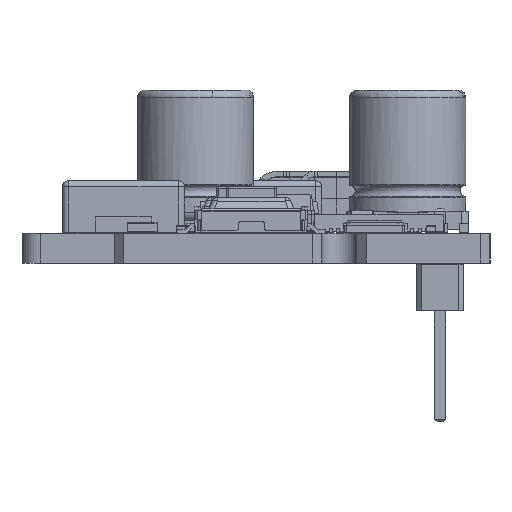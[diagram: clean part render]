
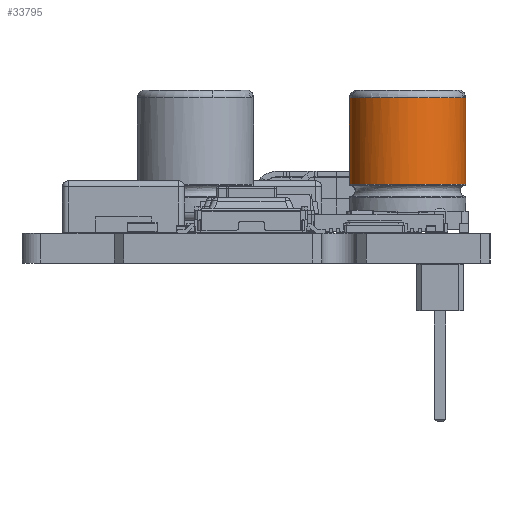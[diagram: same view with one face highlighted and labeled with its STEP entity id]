
A CAD part, left-side view. The second image highlights one B-rep face of the part: STEP entity #33795.
In plain terms, the highlighted cylindrical face has radius 3.15 mm (diameter 6.3 mm), a full revolution.
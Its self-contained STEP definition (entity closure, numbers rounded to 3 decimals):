
#33461 = VERTEX_POINT('',#33462);
#33462 = CARTESIAN_POINT('',(-3.15,0.,2.593));
#33468 = EDGE_CURVE('',#33461,#33461,#33469,.T.);
#33469 = ( BOUNDED_CURVE() B_SPLINE_CURVE(13,(#33470,#33471,#33472,
    #33473,#33474,#33475,#33476,#33477,#33478,#33479,#33480,#33481,
#33482,#33483),.UNSPECIFIED.,.T.,.F.) B_SPLINE_CURVE_WITH_KNOTS((1,13,13
    ,1),(-19.792,0.,19.792,
39.584),.UNSPECIFIED.) CURVE() GEOMETRIC_REPRESENTATION_ITEM() 
RATIONAL_B_SPLINE_CURVE((1.,1.,1.,1.,
    1.,1.,1.,1.,
    1.,1.,1.,1.,1.,1.)) 
REPRESENTATION_ITEM('') );
#33470 = CARTESIAN_POINT('',(-3.15,0.,2.593));
#33471 = CARTESIAN_POINT('',(-3.15,1.5,
    2.593));
#33472 = CARTESIAN_POINT('',(-2.375,3.035,
    2.593));
#33473 = CARTESIAN_POINT('',(-0.779,4.133,
    2.593));
#33474 = CARTESIAN_POINT('',(1.417,4.302,
    2.593));
#33475 = CARTESIAN_POINT('',(3.314,3.132,
    2.593));
#33476 = CARTESIAN_POINT('',(4.706,1.424,
    2.593));
#33477 = CARTESIAN_POINT('',(4.706,-1.424,
    2.593));
#33478 = CARTESIAN_POINT('',(3.314,-3.132,
    2.593));
#33479 = CARTESIAN_POINT('',(1.417,-4.302,
    2.593));
#33480 = CARTESIAN_POINT('',(-0.779,-4.133,
    2.593));
#33481 = CARTESIAN_POINT('',(-2.375,-3.035,
    2.593));
#33482 = CARTESIAN_POINT('',(-3.15,-1.5,2.593));
#33483 = CARTESIAN_POINT('',(-3.15,0.,2.593));
#33795 = ADVANCED_FACE('',(#33796),#33842,.T.);
#33796 = FACE_BOUND('',#33797,.T.);
#33797 = EDGE_LOOP('',(#33798,#33799,#33807,#33816,#33825,#33834,#33841)
  );
#33798 = ORIENTED_EDGE('',*,*,#33468,.F.);
#33799 = ORIENTED_EDGE('',*,*,#33800,.T.);
#33800 = EDGE_CURVE('',#33461,#33801,#33803,.T.);
#33801 = VERTEX_POINT('',#33802);
#33802 = CARTESIAN_POINT('',(-3.15,0.,7.28));
#33803 = LINE('',#33804,#33805);
#33804 = CARTESIAN_POINT('',(-3.15,0.,2.563));
#33805 = VECTOR('',#33806,1.);
#33806 = DIRECTION('',(0.,0.,1.));
#33807 = ORIENTED_EDGE('',*,*,#33808,.T.);
#33808 = EDGE_CURVE('',#33801,#33809,#33811,.T.);
#33809 = VERTEX_POINT('',#33810);
#33810 = CARTESIAN_POINT('',(0.945,3.005,7.28));
#33811 = CIRCLE('',#33812,3.15);
#33812 = AXIS2_PLACEMENT_3D('',#33813,#33814,#33815);
#33813 = CARTESIAN_POINT('',(0.,0.,7.28));
#33814 = DIRECTION('',(0.,0.,-1.));
#33815 = DIRECTION('',(-1.,0.,0.));
#33816 = ORIENTED_EDGE('',*,*,#33817,.T.);
#33817 = EDGE_CURVE('',#33809,#33818,#33820,.T.);
#33818 = VERTEX_POINT('',#33819);
#33819 = CARTESIAN_POINT('',(3.15,0.,7.28));
#33820 = CIRCLE('',#33821,3.15);
#33821 = AXIS2_PLACEMENT_3D('',#33822,#33823,#33824);
#33822 = CARTESIAN_POINT('',(0.,0.,7.28));
#33823 = DIRECTION('',(0.,0.,-1.));
#33824 = DIRECTION('',(-1.,0.,0.));
#33825 = ORIENTED_EDGE('',*,*,#33826,.T.);
#33826 = EDGE_CURVE('',#33818,#33827,#33829,.T.);
#33827 = VERTEX_POINT('',#33828);
#33828 = CARTESIAN_POINT('',(0.945,-3.005,7.28));
#33829 = CIRCLE('',#33830,3.15);
#33830 = AXIS2_PLACEMENT_3D('',#33831,#33832,#33833);
#33831 = CARTESIAN_POINT('',(0.,0.,7.28));
#33832 = DIRECTION('',(0.,0.,-1.));
#33833 = DIRECTION('',(-1.,0.,0.));
#33834 = ORIENTED_EDGE('',*,*,#33835,.T.);
#33835 = EDGE_CURVE('',#33827,#33801,#33836,.T.);
#33836 = CIRCLE('',#33837,3.15);
#33837 = AXIS2_PLACEMENT_3D('',#33838,#33839,#33840);
#33838 = CARTESIAN_POINT('',(0.,0.,7.28));
#33839 = DIRECTION('',(0.,0.,-1.));
#33840 = DIRECTION('',(-1.,0.,0.));
#33841 = ORIENTED_EDGE('',*,*,#33800,.F.);
#33842 = CYLINDRICAL_SURFACE('',#33843,3.15);
#33843 = AXIS2_PLACEMENT_3D('',#33844,#33845,#33846);
#33844 = CARTESIAN_POINT('',(0.,0.,2.563));
#33845 = DIRECTION('',(0.,0.,1.));
#33846 = DIRECTION('',(-1.,0.,0.));
